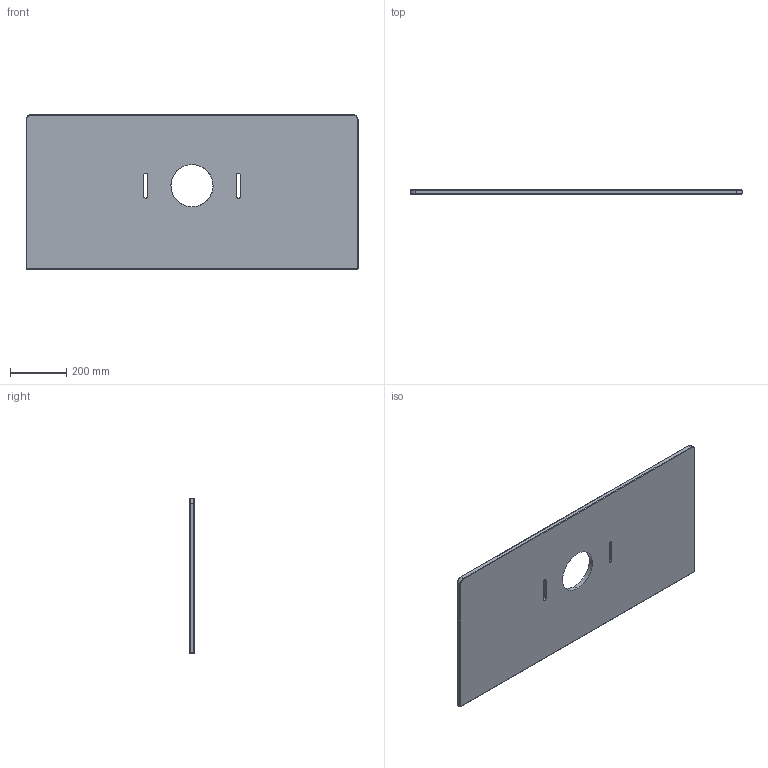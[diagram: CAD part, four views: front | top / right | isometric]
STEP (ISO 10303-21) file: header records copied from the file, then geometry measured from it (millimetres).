
FILE_DESCRIPTION(('CATIA V6 STEP','CAx-IF Rec.Pracs.--- Model Styling and Organization---1.5--- 2016-08-15','CAx-IF Rec.Pracs.---Supplemental Geometry---1.0---2011-11-01','CAx-IF Rec.Pracs.--- Composite Materials ---3.4---2017-06-13','CAx-IF Rec.Pracs.---Tessellated 3D Geometry---1.0---2015-12-17'),'2;1');
FILE_NAME('prd-HG-00305461.stp','2022-11-14T11:54:27+00:00',('none'),('none'),'3DEXPERIENCE Platform3DEXPERIENCE R2021x HotFix 8','3DEXPERIENCE Platform STEP AP242 v2','none');
FILE_SCHEMA(('AP242_MANAGED_MODEL_BASED_3D_ENGINEERING_MIM_LF {1 0 10303 442 1 1 4}'));
Length unit declared in the file: millimetre
Products named in the file (2): P-2_HG_Xelu_Q_Kon.1180Au.mi.AWT_o.Hl; P-2_WPEX_Konsolenplatte_B_1180_Ausschnitt_1
Assembly tree (1 placements, depth 2):
  P-2_HG_Xelu_Q_Kon.1180Au.mi.AWT_o.Hl
    P-2_WPEX_Konsolenplatte_B_1180_Ausschnitt_1
Bounding box: 1180 x 16 x 550 mm (x, y, z)
Volume: 10057163.2 mm3; surface area: 1321965.2 mm2
Topology: 1 solids, 1 shells, 44 faces, 110 edges, 64 vertices
Faces by surface type: cylinder 22, plane 14, torus 4, sphere 4
Entity records: 1462 total; most frequent: CARTESIAN_POINT 439, ORIENTED_EDGE 212, DIRECTION 176, EDGE_CURVE 106, AXIS2_PLACEMENT_3D 77, VERTEX_POINT 64, VECTOR 58, LINE 58
